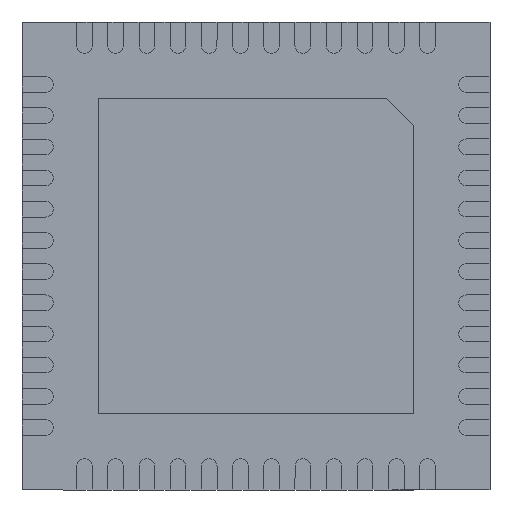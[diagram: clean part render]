
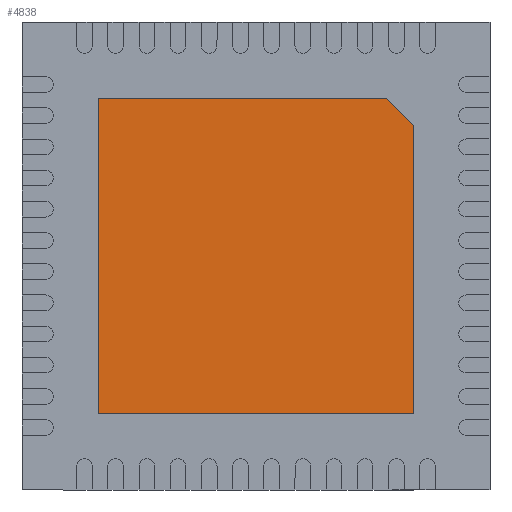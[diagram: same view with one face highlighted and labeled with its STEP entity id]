
A CAD part, front view. The second image highlights one B-rep face of the part: STEP entity #4838.
In plain terms, the highlighted planar face has unit normal (0, -1, 0).
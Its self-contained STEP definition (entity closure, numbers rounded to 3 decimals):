
#463 = DIRECTION ( 'NONE',  ( -1., 0., 0. ) ) ;
#1005 = LINE ( 'NONE', #1483, #14299 ) ;
#1155 = VERTEX_POINT ( 'NONE', #15552 ) ;
#1240 = EDGE_LOOP ( 'NONE', ( #12442, #4318, #14595, #10954, #4405 ) ) ;
#1313 = VECTOR ( 'NONE', #10865, 1000. ) ;
#1483 = CARTESIAN_POINT ( 'NONE',  ( -2.025, -0.05, 2.025 ) ) ;
#1770 = FACE_OUTER_BOUND ( 'NONE', #1240, .T. ) ;
#1819 = EDGE_CURVE ( 'NONE', #13257, #1155, #2833, .T. ) ;
#1857 = CARTESIAN_POINT ( 'NONE',  ( 1.675, -0.05, 2.025 ) ) ;
#2226 = CARTESIAN_POINT ( 'NONE',  ( 2.025, -0.05, -2.025 ) ) ;
#2261 = CARTESIAN_POINT ( 'NONE',  ( 2.025, -0.05, -2.025 ) ) ;
#2833 = LINE ( 'NONE', #8383, #4757 ) ;
#3205 = PLANE ( 'NONE',  #11917 ) ;
#3422 = VECTOR ( 'NONE', #3745, 1000. ) ;
#3551 = VERTEX_POINT ( 'NONE', #9015 ) ;
#3745 = DIRECTION ( 'NONE',  ( 1., 0., 0. ) ) ;
#3818 = LINE ( 'NONE', #14748, #3422 ) ;
#3974 = EDGE_CURVE ( 'NONE', #3551, #7969, #1005, .T. ) ;
#4318 = ORIENTED_EDGE ( 'NONE', *, *, #1819, .T. ) ;
#4405 = ORIENTED_EDGE ( 'NONE', *, *, #7095, .T. ) ;
#4588 = DIRECTION ( 'NONE',  ( -0.707, 0., 0.707 ) ) ;
#4757 = VECTOR ( 'NONE', #4588, 1000. ) ;
#4838 = ADVANCED_FACE ( 'NONE', ( #1770 ), #3205, .T. ) ;
#5518 = CARTESIAN_POINT ( 'NONE',  ( 2.025, -0.05, 1.675 ) ) ;
#7095 = EDGE_CURVE ( 'NONE', #7969, #8884, #3818, .T. ) ;
#7969 = VERTEX_POINT ( 'NONE', #12356 ) ;
#8383 = CARTESIAN_POINT ( 'NONE',  ( 2.025, -0.05, 1.675 ) ) ;
#8411 = LINE ( 'NONE', #1857, #11292 ) ;
#8884 = VERTEX_POINT ( 'NONE', #2226 ) ;
#9015 = CARTESIAN_POINT ( 'NONE',  ( -2.025, -0.05, 2.025 ) ) ;
#9883 = EDGE_CURVE ( 'NONE', #8884, #13257, #14208, .T. ) ;
#10348 = EDGE_CURVE ( 'NONE', #1155, #3551, #8411, .T. ) ;
#10789 = DIRECTION ( 'NONE',  ( 0., -1., 0. ) ) ;
#10865 = DIRECTION ( 'NONE',  ( 0., 0., 1. ) ) ;
#10954 = ORIENTED_EDGE ( 'NONE', *, *, #3974, .T. ) ;
#10958 = DIRECTION ( 'NONE',  ( 0., 0., -1. ) ) ;
#11292 = VECTOR ( 'NONE', #463, 1000. ) ;
#11917 = AXIS2_PLACEMENT_3D ( 'NONE', #12028, #10789, #10958 ) ;
#12028 = CARTESIAN_POINT ( 'NONE',  ( 0., -0.05, 0. ) ) ;
#12356 = CARTESIAN_POINT ( 'NONE',  ( -2.025, -0.05, -2.025 ) ) ;
#12442 = ORIENTED_EDGE ( 'NONE', *, *, #9883, .T. ) ;
#13257 = VERTEX_POINT ( 'NONE', #5518 ) ;
#13797 = DIRECTION ( 'NONE',  ( 0., 0., -1. ) ) ;
#14208 = LINE ( 'NONE', #2261, #1313 ) ;
#14299 = VECTOR ( 'NONE', #13797, 1000. ) ;
#14595 = ORIENTED_EDGE ( 'NONE', *, *, #10348, .T. ) ;
#14748 = CARTESIAN_POINT ( 'NONE',  ( -2.025, -0.05, -2.025 ) ) ;
#15552 = CARTESIAN_POINT ( 'NONE',  ( 1.675, -0.05, 2.025 ) ) ;
